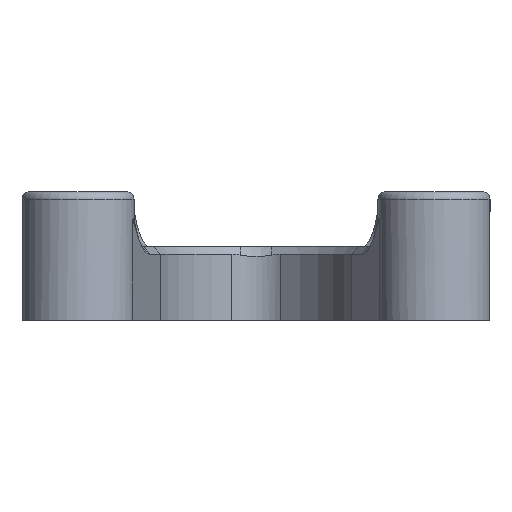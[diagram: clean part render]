
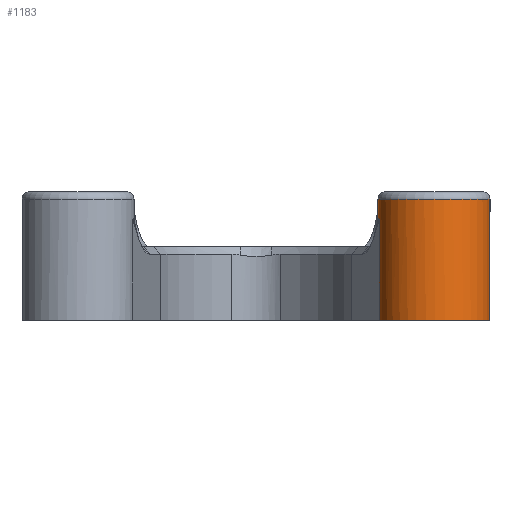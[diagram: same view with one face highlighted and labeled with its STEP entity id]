
A CAD part, left-side view. The second image highlights one B-rep face of the part: STEP entity #1183.
In plain terms, the highlighted cylindrical face has radius 3.05 mm (diameter 6.1 mm), a full revolution.
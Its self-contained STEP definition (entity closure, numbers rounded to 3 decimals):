
#79=LINE('',#1875,#155);
#80=LINE('',#1880,#156);
#81=LINE('',#1953,#157);
#155=VECTOR('',#1469,10.);
#156=VECTOR('',#1474,3.05);
#157=VECTOR('',#1479,10.);
#221=CYLINDRICAL_SURFACE('',#1283,3.05);
#249=FACE_OUTER_BOUND('',#322,.T.);
#322=EDGE_LOOP('',(#834,#835,#836,#837,#838,#839,#840,#841,#842));
#406=CIRCLE('',#1284,3.05);
#407=CIRCLE('',#1285,3.05);
#408=CIRCLE('',#1286,3.05);
#409=CIRCLE('',#1287,3.05);
#479=B_SPLINE_CURVE_WITH_KNOTS('',3,(#1885,#1886,#1887,#1888,#1889,#1890,
#1891,#1892,#1893,#1894,#1895,#1896,#1897,#1898,#1899,#1900,#1901,#1902,
#1903,#1904,#1905,#1906,#1907,#1908,#1909,#1910,#1911,#1912,#1913,#1914,
#1915,#1916,#1917,#1918,#1919,#1920,#1921,#1922,#1923,#1924,#1925,#1926,
#1927,#1928,#1929,#1930,#1931,#1932,#1933,#1934,#1935,#1936,#1937,#1938,
#1939,#1940,#1941,#1942,#1943,#1944,#1945,#1946,#1947,#1948,#1949,#1950,
#1951),.UNSPECIFIED.,.F.,.F.,(4,3,3,3,3,3,3,3,3,3,3,3,3,3,3,3,3,3,3,3,3,
3,4),(0.013,0.014,0.016,0.02,
0.027,0.029,0.037,0.041,
0.05,0.058,0.067,0.077,
0.078,0.089,0.095,0.105,
0.113,0.114,0.121,0.123,
0.127,0.129,0.13),.UNSPECIFIED.);
#523=VERTEX_POINT('',#1862);
#525=VERTEX_POINT('',#1866);
#526=VERTEX_POINT('',#1877);
#527=VERTEX_POINT('',#1879);
#528=VERTEX_POINT('',#1882);
#529=VERTEX_POINT('',#1884);
#530=VERTEX_POINT('',#1952);
#644=EDGE_CURVE('',#523,#525,#79,.T.);
#645=EDGE_CURVE('',#526,#526,#406,.T.);
#646=EDGE_CURVE('',#526,#527,#80,.T.);
#647=EDGE_CURVE('',#523,#527,#407,.T.);
#648=EDGE_CURVE('',#525,#528,#408,.T.);
#649=EDGE_CURVE('',#529,#528,#479,.T.);
#650=EDGE_CURVE('',#530,#529,#81,.T.);
#651=EDGE_CURVE('',#527,#530,#409,.T.);
#834=ORIENTED_EDGE('',*,*,#645,.T.);
#835=ORIENTED_EDGE('',*,*,#646,.T.);
#836=ORIENTED_EDGE('',*,*,#647,.F.);
#837=ORIENTED_EDGE('',*,*,#644,.T.);
#838=ORIENTED_EDGE('',*,*,#648,.T.);
#839=ORIENTED_EDGE('',*,*,#649,.F.);
#840=ORIENTED_EDGE('',*,*,#650,.F.);
#841=ORIENTED_EDGE('',*,*,#651,.F.);
#842=ORIENTED_EDGE('',*,*,#646,.F.);
#1183=ADVANCED_FACE('',(#249),#221,.T.);
#1283=AXIS2_PLACEMENT_3D('',#1876,#1470,#1471);
#1284=AXIS2_PLACEMENT_3D('',#1878,#1472,#1473);
#1285=AXIS2_PLACEMENT_3D('',#1881,#1475,#1476);
#1286=AXIS2_PLACEMENT_3D('',#1883,#1477,#1478);
#1287=AXIS2_PLACEMENT_3D('',#1954,#1480,#1481);
#1469=DIRECTION('',(0.,0.,-1.));
#1470=DIRECTION('center_axis',(0.,0.,1.));
#1471=DIRECTION('ref_axis',(0.,-1.,0.));
#1472=DIRECTION('center_axis',(0.,0.,1.));
#1473=DIRECTION('ref_axis',(0.,-1.,0.));
#1474=DIRECTION('',(0.,0.,1.));
#1475=DIRECTION('center_axis',(0.,0.,1.));
#1476=DIRECTION('ref_axis',(0.,-1.,0.));
#1477=DIRECTION('center_axis',(0.,0.,-1.));
#1478=DIRECTION('ref_axis',(0.975,-0.222,0.));
#1479=DIRECTION('',(0.,0.,-1.));
#1480=DIRECTION('center_axis',(0.,0.,1.));
#1481=DIRECTION('ref_axis',(0.,-1.,0.));
#1862=CARTESIAN_POINT('',(119.787,96.914,95.));
#1866=CARTESIAN_POINT('',(119.787,96.914,89.));
#1875=CARTESIAN_POINT('',(119.787,96.914,95.));
#1876=CARTESIAN_POINT('Origin',(119.11,93.94,95.));
#1877=CARTESIAN_POINT('',(119.11,96.99,88.4));
#1878=CARTESIAN_POINT('Origin',(119.11,93.94,88.4));
#1879=CARTESIAN_POINT('',(119.11,96.99,95.));
#1880=CARTESIAN_POINT('',(119.11,96.99,95.));
#1881=CARTESIAN_POINT('Origin',(119.11,93.94,95.));
#1882=CARTESIAN_POINT('',(119.061,90.89,89.));
#1883=CARTESIAN_POINT('Origin',(119.11,93.94,89.));
#1884=CARTESIAN_POINT('',(118.433,90.966,89.514));
#1885=CARTESIAN_POINT('Ctrl Pts',(118.433,90.966,89.514));
#1886=CARTESIAN_POINT('Ctrl Pts',(118.436,90.965,89.516));
#1887=CARTESIAN_POINT('Ctrl Pts',(118.438,90.965,89.518));
#1888=CARTESIAN_POINT('Ctrl Pts',(118.441,90.964,89.52));
#1889=CARTESIAN_POINT('Ctrl Pts',(118.446,90.963,89.524));
#1890=CARTESIAN_POINT('Ctrl Pts',(118.451,90.962,89.528));
#1891=CARTESIAN_POINT('Ctrl Pts',(118.457,90.961,89.531));
#1892=CARTESIAN_POINT('Ctrl Pts',(118.467,90.958,89.538));
#1893=CARTESIAN_POINT('Ctrl Pts',(118.479,90.956,89.544));
#1894=CARTESIAN_POINT('Ctrl Pts',(118.491,90.954,89.55));
#1895=CARTESIAN_POINT('Ctrl Pts',(118.511,90.949,89.559));
#1896=CARTESIAN_POINT('Ctrl Pts',(118.533,90.945,89.566));
#1897=CARTESIAN_POINT('Ctrl Pts',(118.555,90.941,89.57));
#1898=CARTESIAN_POINT('Ctrl Pts',(118.562,90.94,89.572));
#1899=CARTESIAN_POINT('Ctrl Pts',(118.569,90.938,89.573));
#1900=CARTESIAN_POINT('Ctrl Pts',(118.576,90.937,89.574));
#1901=CARTESIAN_POINT('Ctrl Pts',(118.601,90.933,89.578));
#1902=CARTESIAN_POINT('Ctrl Pts',(118.626,90.929,89.579));
#1903=CARTESIAN_POINT('Ctrl Pts',(118.651,90.925,89.578));
#1904=CARTESIAN_POINT('Ctrl Pts',(118.666,90.922,89.578));
#1905=CARTESIAN_POINT('Ctrl Pts',(118.681,90.92,89.576));
#1906=CARTESIAN_POINT('Ctrl Pts',(118.695,90.918,89.574));
#1907=CARTESIAN_POINT('Ctrl Pts',(118.724,90.914,89.57));
#1908=CARTESIAN_POINT('Ctrl Pts',(118.753,90.911,89.564));
#1909=CARTESIAN_POINT('Ctrl Pts',(118.782,90.908,89.555));
#1910=CARTESIAN_POINT('Ctrl Pts',(118.807,90.905,89.547));
#1911=CARTESIAN_POINT('Ctrl Pts',(118.832,90.903,89.538));
#1912=CARTESIAN_POINT('Ctrl Pts',(118.856,90.901,89.526));
#1913=CARTESIAN_POINT('Ctrl Pts',(118.884,90.898,89.513));
#1914=CARTESIAN_POINT('Ctrl Pts',(118.911,90.896,89.498));
#1915=CARTESIAN_POINT('Ctrl Pts',(118.936,90.895,89.481));
#1916=CARTESIAN_POINT('Ctrl Pts',(118.963,90.893,89.463));
#1917=CARTESIAN_POINT('Ctrl Pts',(118.989,90.892,89.442));
#1918=CARTESIAN_POINT('Ctrl Pts',(119.013,90.892,89.419));
#1919=CARTESIAN_POINT('Ctrl Pts',(119.015,90.891,89.416));
#1920=CARTESIAN_POINT('Ctrl Pts',(119.018,90.891,89.414));
#1921=CARTESIAN_POINT('Ctrl Pts',(119.021,90.891,89.411));
#1922=CARTESIAN_POINT('Ctrl Pts',(119.047,90.891,89.384));
#1923=CARTESIAN_POINT('Ctrl Pts',(119.07,90.89,89.356));
#1924=CARTESIAN_POINT('Ctrl Pts',(119.088,90.89,89.326));
#1925=CARTESIAN_POINT('Ctrl Pts',(119.098,90.89,89.31));
#1926=CARTESIAN_POINT('Ctrl Pts',(119.107,90.89,89.293));
#1927=CARTESIAN_POINT('Ctrl Pts',(119.114,90.89,89.277));
#1928=CARTESIAN_POINT('Ctrl Pts',(119.125,90.89,89.25));
#1929=CARTESIAN_POINT('Ctrl Pts',(119.133,90.89,89.222));
#1930=CARTESIAN_POINT('Ctrl Pts',(119.137,90.89,89.193));
#1931=CARTESIAN_POINT('Ctrl Pts',(119.139,90.89,89.172));
#1932=CARTESIAN_POINT('Ctrl Pts',(119.139,90.89,89.15));
#1933=CARTESIAN_POINT('Ctrl Pts',(119.135,90.89,89.129));
#1934=CARTESIAN_POINT('Ctrl Pts',(119.135,90.89,89.125));
#1935=CARTESIAN_POINT('Ctrl Pts',(119.134,90.89,89.121));
#1936=CARTESIAN_POINT('Ctrl Pts',(119.133,90.89,89.117));
#1937=CARTESIAN_POINT('Ctrl Pts',(119.129,90.89,89.096));
#1938=CARTESIAN_POINT('Ctrl Pts',(119.121,90.89,89.076));
#1939=CARTESIAN_POINT('Ctrl Pts',(119.111,90.89,89.058));
#1940=CARTESIAN_POINT('Ctrl Pts',(119.108,90.89,89.054));
#1941=CARTESIAN_POINT('Ctrl Pts',(119.106,90.89,89.05));
#1942=CARTESIAN_POINT('Ctrl Pts',(119.103,90.89,89.046));
#1943=CARTESIAN_POINT('Ctrl Pts',(119.097,90.89,89.036));
#1944=CARTESIAN_POINT('Ctrl Pts',(119.09,90.89,89.028));
#1945=CARTESIAN_POINT('Ctrl Pts',(119.082,90.89,89.019));
#1946=CARTESIAN_POINT('Ctrl Pts',(119.078,90.89,89.015));
#1947=CARTESIAN_POINT('Ctrl Pts',(119.074,90.89,89.011));
#1948=CARTESIAN_POINT('Ctrl Pts',(119.069,90.89,89.007));
#1949=CARTESIAN_POINT('Ctrl Pts',(119.066,90.89,89.005));
#1950=CARTESIAN_POINT('Ctrl Pts',(119.064,90.89,89.002));
#1951=CARTESIAN_POINT('Ctrl Pts',(119.061,90.89,89.));
#1952=CARTESIAN_POINT('',(118.433,90.966,95.));
#1953=CARTESIAN_POINT('',(118.433,90.966,95.));
#1954=CARTESIAN_POINT('Origin',(119.11,93.94,95.));
